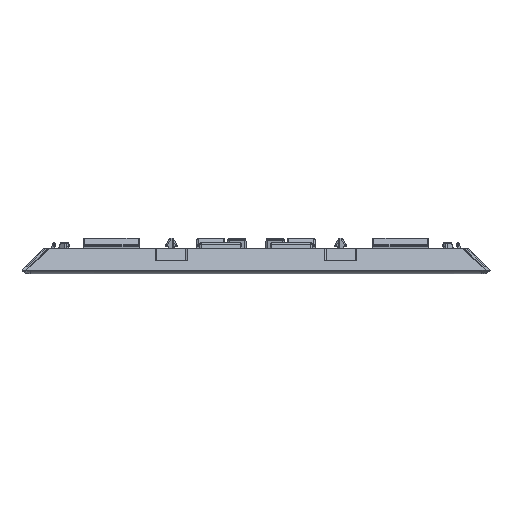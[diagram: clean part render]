
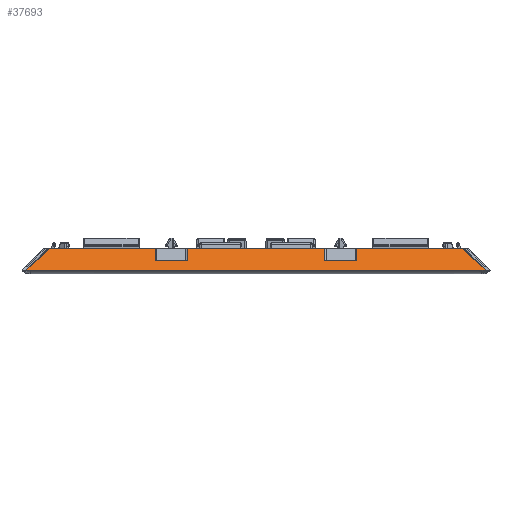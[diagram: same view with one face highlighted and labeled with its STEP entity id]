
A CAD part, front view. The second image highlights one B-rep face of the part: STEP entity #37693.
In plain terms, the highlighted planar face has unit normal (0, -0.707, 0.707).
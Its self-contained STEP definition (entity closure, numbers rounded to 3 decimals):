
#1153=B_SPLINE_CURVE_WITH_KNOTS('',3,(#60511,#60512,#60513,#60514,#60515,
#60516),.UNSPECIFIED.,.F.,.F.,(4,2,4),(0.077,0.129,
0.227),.UNSPECIFIED.);
#1157=B_SPLINE_CURVE_WITH_KNOTS('',3,(#60606,#60607,#60608,#60609,#60610,
#60611),.UNSPECIFIED.,.F.,.F.,(4,2,4),(0.,0.097,0.15),
 .UNSPECIFIED.);
#2649=FACE_OUTER_BOUND('',#5092,.T.);
#5092=EDGE_LOOP('',(#27060,#27061,#27062,#27063,#27064,#27065,#27066,#27067,
#27068,#27069,#27070,#27071,#27072,#27073,#27074,#27075,#27076,#27077));
#9873=LINE('',#60576,#13363);
#9874=LINE('',#60578,#13364);
#9875=LINE('',#60580,#13365);
#9876=LINE('',#60582,#13366);
#9877=LINE('',#60584,#13367);
#9878=LINE('',#60586,#13368);
#9879=LINE('',#60588,#13369);
#9880=LINE('',#60590,#13370);
#9881=LINE('',#60592,#13371);
#9882=LINE('',#60594,#13372);
#9883=LINE('',#60596,#13373);
#9884=LINE('',#60598,#13374);
#9885=LINE('',#60600,#13375);
#9886=LINE('',#60602,#13376);
#9887=LINE('',#60604,#13377);
#9888=LINE('',#60612,#13378);
#13363=VECTOR('',#46811,10.);
#13364=VECTOR('',#46812,10.);
#13365=VECTOR('',#46813,10.);
#13366=VECTOR('',#46814,10.);
#13367=VECTOR('',#46815,10.);
#13368=VECTOR('',#46816,10.);
#13369=VECTOR('',#46817,10.);
#13370=VECTOR('',#46818,10.);
#13371=VECTOR('',#46819,10.);
#13372=VECTOR('',#46820,10.);
#13373=VECTOR('',#46821,10.);
#13374=VECTOR('',#46822,10.);
#13375=VECTOR('',#46823,10.);
#13376=VECTOR('',#46824,10.);
#13377=VECTOR('',#46825,10.);
#13378=VECTOR('',#46826,10.);
#17006=VERTEX_POINT('',#60509);
#17007=VERTEX_POINT('',#60510);
#17009=VERTEX_POINT('',#60575);
#17010=VERTEX_POINT('',#60577);
#17011=VERTEX_POINT('',#60579);
#17012=VERTEX_POINT('',#60581);
#17013=VERTEX_POINT('',#60583);
#17014=VERTEX_POINT('',#60585);
#17015=VERTEX_POINT('',#60587);
#17016=VERTEX_POINT('',#60589);
#17017=VERTEX_POINT('',#60591);
#17018=VERTEX_POINT('',#60593);
#17019=VERTEX_POINT('',#60595);
#17020=VERTEX_POINT('',#60597);
#17021=VERTEX_POINT('',#60599);
#17022=VERTEX_POINT('',#60601);
#17023=VERTEX_POINT('',#60603);
#17024=VERTEX_POINT('',#60605);
#20689=EDGE_CURVE('',#17006,#17007,#1153,.T.);
#20693=EDGE_CURVE('',#17006,#17009,#9873,.T.);
#20694=EDGE_CURVE('',#17009,#17010,#9874,.T.);
#20695=EDGE_CURVE('',#17011,#17010,#9875,.T.);
#20696=EDGE_CURVE('',#17012,#17011,#9876,.T.);
#20697=EDGE_CURVE('',#17013,#17012,#9877,.T.);
#20698=EDGE_CURVE('',#17014,#17013,#9878,.T.);
#20699=EDGE_CURVE('',#17015,#17014,#9879,.T.);
#20700=EDGE_CURVE('',#17015,#17016,#9880,.T.);
#20701=EDGE_CURVE('',#17016,#17017,#9881,.T.);
#20702=EDGE_CURVE('',#17017,#17018,#9882,.T.);
#20703=EDGE_CURVE('',#17018,#17019,#9883,.T.);
#20704=EDGE_CURVE('',#17019,#17020,#9884,.T.);
#20705=EDGE_CURVE('',#17021,#17020,#9885,.T.);
#20706=EDGE_CURVE('',#17021,#17022,#9886,.T.);
#20707=EDGE_CURVE('',#17022,#17023,#9887,.T.);
#20708=EDGE_CURVE('',#17024,#17023,#1157,.T.);
#20709=EDGE_CURVE('',#17007,#17024,#9888,.T.);
#27060=ORIENTED_EDGE('',*,*,#20689,.F.);
#27061=ORIENTED_EDGE('',*,*,#20693,.T.);
#27062=ORIENTED_EDGE('',*,*,#20694,.T.);
#27063=ORIENTED_EDGE('',*,*,#20695,.F.);
#27064=ORIENTED_EDGE('',*,*,#20696,.F.);
#27065=ORIENTED_EDGE('',*,*,#20697,.F.);
#27066=ORIENTED_EDGE('',*,*,#20698,.F.);
#27067=ORIENTED_EDGE('',*,*,#20699,.F.);
#27068=ORIENTED_EDGE('',*,*,#20700,.T.);
#27069=ORIENTED_EDGE('',*,*,#20701,.T.);
#27070=ORIENTED_EDGE('',*,*,#20702,.T.);
#27071=ORIENTED_EDGE('',*,*,#20703,.T.);
#27072=ORIENTED_EDGE('',*,*,#20704,.T.);
#27073=ORIENTED_EDGE('',*,*,#20705,.F.);
#27074=ORIENTED_EDGE('',*,*,#20706,.T.);
#27075=ORIENTED_EDGE('',*,*,#20707,.T.);
#27076=ORIENTED_EDGE('',*,*,#20708,.F.);
#27077=ORIENTED_EDGE('',*,*,#20709,.F.);
#36742=PLANE('',#40539);
#37693=ADVANCED_FACE('',(#2649),#36742,.F.);
#40539=AXIS2_PLACEMENT_3D('',#60574,#46809,#46810);
#46809=DIRECTION('center_axis',(0.,0.707,
-0.707));
#46810=DIRECTION('ref_axis',(0.,-0.707,-0.707));
#46811=DIRECTION('',(-0.577,0.577,0.577));
#46812=DIRECTION('',(-1.,0.,0.));
#46813=DIRECTION('',(0.577,-0.577,-0.577));
#46814=DIRECTION('',(1.,0.,0.));
#46815=DIRECTION('',(0.,0.707,0.707));
#46816=DIRECTION('',(1.,0.,0.));
#46817=DIRECTION('',(0.,-0.707,-0.707));
#46818=DIRECTION('',(-1.,0.,0.));
#46819=DIRECTION('',(0.,-0.707,-0.707));
#46820=DIRECTION('',(-1.,0.,0.));
#46821=DIRECTION('',(0.,0.707,0.707));
#46822=DIRECTION('',(-1.,0.,0.));
#46823=DIRECTION('',(0.577,0.577,0.577));
#46824=DIRECTION('',(-1.,0.,0.));
#46825=DIRECTION('',(-0.577,-0.577,-0.577));
#46826=DIRECTION('',(-1.,0.,0.));
#60509=CARTESIAN_POINT('',(81.464,-82.75,-82.75));
#60510=CARTESIAN_POINT('',(80.,-82.938,-82.938));
#60511=CARTESIAN_POINT('Ctrl Pts',(81.464,-82.75,-82.75));
#60512=CARTESIAN_POINT('Ctrl Pts',(81.301,-82.794,-82.794));
#60513=CARTESIAN_POINT('Ctrl Pts',(81.133,-82.83,-82.83));
#60514=CARTESIAN_POINT('Ctrl Pts',(80.647,-82.912,-82.912));
#60515=CARTESIAN_POINT('Ctrl Pts',(80.324,-82.938,-82.938));
#60516=CARTESIAN_POINT('Ctrl Pts',(80.,-82.938,-82.938));
#60574=CARTESIAN_POINT('Origin',(0.,-75.,
-75.));
#60575=CARTESIAN_POINT('',(80.27,-81.556,-81.556));
#60576=CARTESIAN_POINT('',(82.081,-83.367,-83.367));
#60577=CARTESIAN_POINT('',(79.759,-81.556,-81.556));
#60578=CARTESIAN_POINT('',(20.734,-81.556,-81.556));
#60579=CARTESIAN_POINT('',(73.35,-75.146,-75.146));
#60580=CARTESIAN_POINT('',(81.741,-83.537,-83.537));
#60581=CARTESIAN_POINT('',(35.6,-75.146,-75.146));
#60582=CARTESIAN_POINT('',(0.,-75.146,-75.146));
#60583=CARTESIAN_POINT('',(35.6,-79.402,-79.402));
#60584=CARTESIAN_POINT('',(35.6,-75.186,-75.186));
#60585=CARTESIAN_POINT('',(24.4,-79.402,-79.402));
#60586=CARTESIAN_POINT('',(17.55,-79.402,-79.402));
#60587=CARTESIAN_POINT('',(24.4,-75.146,-75.146));
#60588=CARTESIAN_POINT('',(24.4,-77.024,-77.024));
#60589=CARTESIAN_POINT('',(-24.4,-75.146,-75.146));
#60590=CARTESIAN_POINT('',(0.,-75.146,-75.146));
#60591=CARTESIAN_POINT('',(-24.4,-79.402,-79.402));
#60592=CARTESIAN_POINT('',(-24.4,-77.024,-77.024));
#60593=CARTESIAN_POINT('',(-35.6,-79.402,-79.402));
#60594=CARTESIAN_POINT('',(-17.55,-79.402,-79.402));
#60595=CARTESIAN_POINT('',(-35.6,-75.146,-75.146));
#60596=CARTESIAN_POINT('',(-35.6,-75.186,-75.186));
#60597=CARTESIAN_POINT('',(-73.35,-75.146,-75.146));
#60598=CARTESIAN_POINT('',(0.,-75.146,-75.146));
#60599=CARTESIAN_POINT('',(-79.759,-81.556,-81.556));
#60600=CARTESIAN_POINT('',(-81.741,-83.537,-83.537));
#60601=CARTESIAN_POINT('',(-80.27,-81.556,-81.556));
#60602=CARTESIAN_POINT('',(-20.734,-81.556,-81.556));
#60603=CARTESIAN_POINT('',(-81.464,-82.75,-82.75));
#60604=CARTESIAN_POINT('',(-82.081,-83.367,-83.367));
#60605=CARTESIAN_POINT('',(-80.,-82.938,-82.938));
#60606=CARTESIAN_POINT('Ctrl Pts',(-80.,-82.938,
-82.938));
#60607=CARTESIAN_POINT('Ctrl Pts',(-80.324,-82.938,
-82.938));
#60608=CARTESIAN_POINT('Ctrl Pts',(-80.647,-82.912,
-82.912));
#60609=CARTESIAN_POINT('Ctrl Pts',(-81.133,-82.83,
-82.83));
#60610=CARTESIAN_POINT('Ctrl Pts',(-81.301,-82.794,
-82.794));
#60611=CARTESIAN_POINT('Ctrl Pts',(-81.464,-82.75,-82.75));
#60612=CARTESIAN_POINT('',(0.,-82.938,-82.938));
